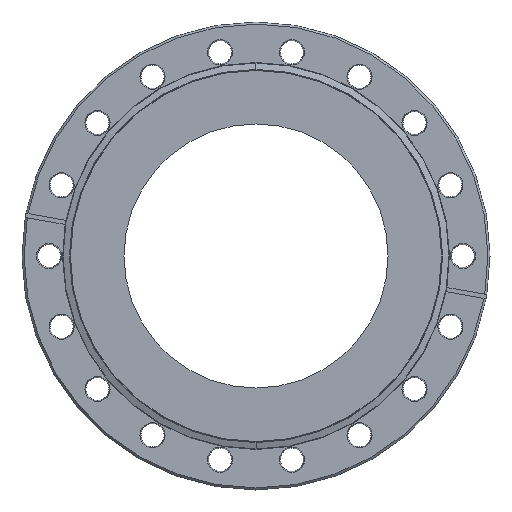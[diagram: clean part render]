
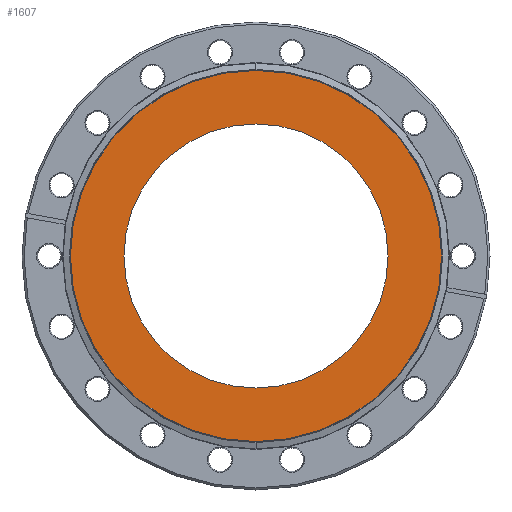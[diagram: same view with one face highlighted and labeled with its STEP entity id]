
A CAD part, left-side view. The second image highlights one B-rep face of the part: STEP entity #1607.
In plain terms, the highlighted planar face has unit normal (-1, 0, 0).
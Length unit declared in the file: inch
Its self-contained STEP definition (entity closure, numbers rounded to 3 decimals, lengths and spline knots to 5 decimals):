
#51 = EDGE_LOOP ( 'NONE', ( #2648, #3326 ) ) ;
#68 = DIRECTION ( 'NONE',  ( 0., 0., -1. ) ) ;
#111 = CARTESIAN_POINT ( 'NONE',  ( 0.051, 0., -2.6764 ) ) ;
#184 = ORIENTED_EDGE ( 'NONE', *, *, #3779, .F. ) ;
#363 = CARTESIAN_POINT ( 'NONE',  ( 0.051, 0., 1.905 ) ) ;
#467 = CIRCLE ( 'NONE', #2322, 1.905 ) ;
#495 = DIRECTION ( 'NONE',  ( -1., 0., 0. ) ) ;
#598 = DIRECTION ( 'NONE',  ( 0., 0., -1. ) ) ;
#692 = AXIS2_PLACEMENT_3D ( 'NONE', #2218, #2589, #598 ) ;
#858 = CIRCLE ( 'NONE', #1683, 1.905 ) ;
#936 = ORIENTED_EDGE ( 'NONE', *, *, #2621, .F. ) ;
#1105 = CARTESIAN_POINT ( 'NONE',  ( 0.051, 0., 0. ) ) ;
#1125 = DIRECTION ( 'NONE',  ( -1., 0., 0. ) ) ;
#1427 = EDGE_CURVE ( 'NONE', #4254, #3473, #2365, .T. ) ;
#1607 = ADVANCED_FACE ( 'NONE', ( #2310, #1652 ), #2636, .F. ) ;
#1638 = VERTEX_POINT ( 'NONE', #363 ) ;
#1652 = FACE_BOUND ( 'NONE', #4192, .T. ) ;
#1683 = AXIS2_PLACEMENT_3D ( 'NONE', #2346, #2067, #2025 ) ;
#1812 = DIRECTION ( 'NONE',  ( 0., 0., -1. ) ) ;
#2025 = DIRECTION ( 'NONE',  ( 0., 0., 1. ) ) ;
#2029 = CARTESIAN_POINT ( 'NONE',  ( 0.051, 2.68059, 0. ) ) ;
#2067 = DIRECTION ( 'NONE',  ( -1., 0., 0. ) ) ;
#2218 = CARTESIAN_POINT ( 'NONE',  ( 0.051, 0., 0. ) ) ;
#2310 = FACE_OUTER_BOUND ( 'NONE', #51, .T. ) ;
#2322 = AXIS2_PLACEMENT_3D ( 'NONE', #1105, #1125, #3432 ) ;
#2346 = CARTESIAN_POINT ( 'NONE',  ( 0.051, 0., 0. ) ) ;
#2351 = EDGE_CURVE ( 'NONE', #3473, #4254, #2568, .T. ) ;
#2365 = CIRCLE ( 'NONE', #3682, 2.6764 ) ;
#2464 = CARTESIAN_POINT ( 'NONE',  ( 0.051, 0., 0. ) ) ;
#2501 = AXIS2_PLACEMENT_3D ( 'NONE', #2029, #3634, #68 ) ;
#2568 = CIRCLE ( 'NONE', #692, 2.6764 ) ;
#2589 = DIRECTION ( 'NONE',  ( -1., 0., 0. ) ) ;
#2621 = EDGE_CURVE ( 'NONE', #1638, #3657, #467, .T. ) ;
#2636 = PLANE ( 'NONE',  #2501 ) ;
#2648 = ORIENTED_EDGE ( 'NONE', *, *, #2351, .T. ) ;
#3043 = CARTESIAN_POINT ( 'NONE',  ( 0.051, 0., 2.6764 ) ) ;
#3326 = ORIENTED_EDGE ( 'NONE', *, *, #1427, .T. ) ;
#3432 = DIRECTION ( 'NONE',  ( 0., 0., 1. ) ) ;
#3473 = VERTEX_POINT ( 'NONE', #111 ) ;
#3606 = CARTESIAN_POINT ( 'NONE',  ( 0.051, 0., -1.905 ) ) ;
#3634 = DIRECTION ( 'NONE',  ( 1., 0., 0. ) ) ;
#3657 = VERTEX_POINT ( 'NONE', #3606 ) ;
#3682 = AXIS2_PLACEMENT_3D ( 'NONE', #2464, #495, #1812 ) ;
#3779 = EDGE_CURVE ( 'NONE', #3657, #1638, #858, .T. ) ;
#4192 = EDGE_LOOP ( 'NONE', ( #936, #184 ) ) ;
#4254 = VERTEX_POINT ( 'NONE', #3043 ) ;
